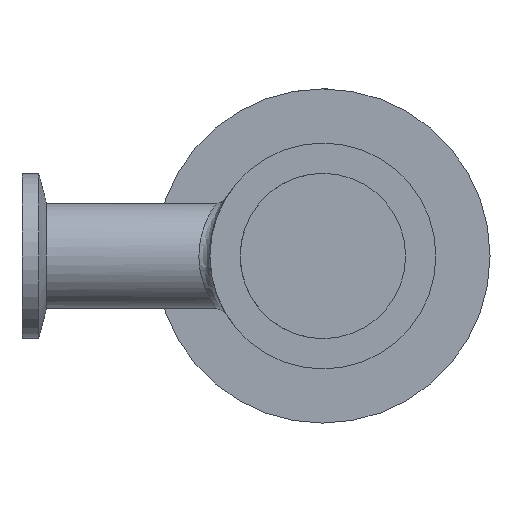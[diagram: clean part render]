
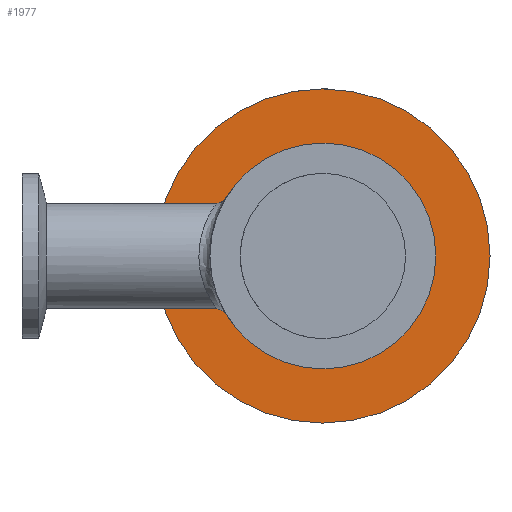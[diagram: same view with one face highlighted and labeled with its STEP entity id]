
A CAD part, front view. The second image highlights one B-rep face of the part: STEP entity #1977.
In plain terms, the highlighted planar face has unit normal (0, -1, 0).
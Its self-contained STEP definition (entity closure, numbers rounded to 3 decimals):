
#33 = DIRECTION ( 'NONE',  ( 0., 1., 0. ) ) ;
#226 = EDGE_LOOP ( 'NONE', ( #846 ) ) ;
#394 = VERTEX_POINT ( 'NONE', #1495 ) ;
#517 = VERTEX_POINT ( 'NONE', #805 ) ;
#603 = CIRCLE ( 'NONE', #723, 30.32 ) ;
#694 = EDGE_CURVE ( 'NONE', #394, #394, #2249, .T. ) ;
#723 = AXIS2_PLACEMENT_3D ( 'NONE', #1351, #3043, #1373 ) ;
#805 = CARTESIAN_POINT ( 'NONE',  ( -30.32, 29.43, 0. ) ) ;
#846 = ORIENTED_EDGE ( 'NONE', *, *, #2170, .F. ) ;
#1092 = CARTESIAN_POINT ( 'NONE',  ( -25.435, 29.43, 0. ) ) ;
#1314 = PLANE ( 'NONE',  #2959 ) ;
#1351 = CARTESIAN_POINT ( 'NONE',  ( 0., 29.43, 0. ) ) ;
#1369 = EDGE_LOOP ( 'NONE', ( #2623 ) ) ;
#1373 = DIRECTION ( 'NONE',  ( -1., 0., 0. ) ) ;
#1495 = CARTESIAN_POINT ( 'NONE',  ( 0., 29.43, 20.5 ) ) ;
#1921 = FACE_BOUND ( 'NONE', #1369, .T. ) ;
#1977 = ADVANCED_FACE ( 'NONE', ( #1921, #2709 ), #1314, .T. ) ;
#2170 = EDGE_CURVE ( 'NONE', #517, #517, #603, .T. ) ;
#2246 = CARTESIAN_POINT ( 'NONE',  ( 0., 29.43, 0. ) ) ;
#2249 = CIRCLE ( 'NONE', #2550, 20.5 ) ;
#2550 = AXIS2_PLACEMENT_3D ( 'NONE', #2246, #33, #2958 ) ;
#2623 = ORIENTED_EDGE ( 'NONE', *, *, #694, .T. ) ;
#2709 = FACE_OUTER_BOUND ( 'NONE', #226, .T. ) ;
#2796 = DIRECTION ( 'NONE',  ( 1., 0., 0. ) ) ;
#2958 = DIRECTION ( 'NONE',  ( 0., 0., 1. ) ) ;
#2959 = AXIS2_PLACEMENT_3D ( 'NONE', #1092, #3040, #2796 ) ;
#3040 = DIRECTION ( 'NONE',  ( 0., -1., 0. ) ) ;
#3043 = DIRECTION ( 'NONE',  ( 0., 1., 0. ) ) ;
